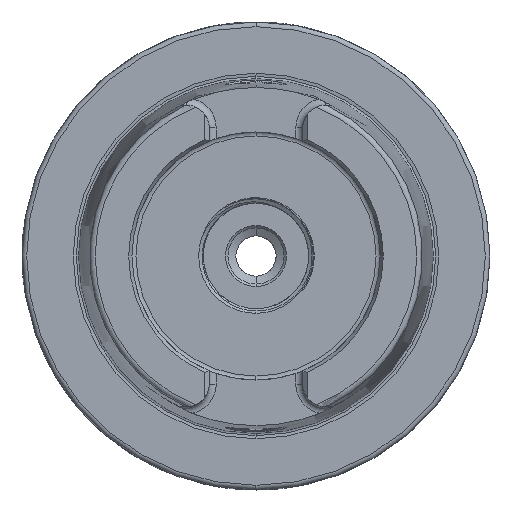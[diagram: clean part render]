
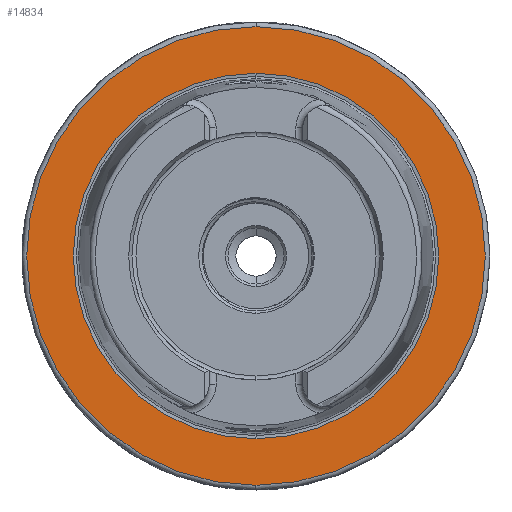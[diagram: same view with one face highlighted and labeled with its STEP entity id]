
A CAD part, left-side view. The second image highlights one B-rep face of the part: STEP entity #14834.
In plain terms, the highlighted planar face has unit normal (-1, 0, 0).
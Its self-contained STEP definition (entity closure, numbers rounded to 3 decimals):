
#1069 = FACE_OUTER_BOUND ( 'NONE', #8290, .T. ) ;
#1071 = FACE_BOUND ( 'NONE', #8291, .T. ) ;
#1073 = AXIS2_PLACEMENT_3D ( 'NONE', #5447, #5448, #5449 ) ;
#1080 = AXIS2_PLACEMENT_3D ( 'NONE', #5471, #5472, #5473 ) ;
#1084 = AXIS2_PLACEMENT_3D ( 'NONE', #5474, #5475, #5476 ) ;
#2074 = CARTESIAN_POINT ( 'NONE',  ( 0., 0., -39.054 ) ) ;
#2134 = CARTESIAN_POINT ( 'NONE',  ( 0., 0., 39.054 ) ) ;
#2455 = CARTESIAN_POINT ( 'NONE',  ( 0., 0., -49. ) ) ;
#2456 = CARTESIAN_POINT ( 'NONE',  ( 0., 0., 49. ) ) ;
#5446 = PLANE ( 'NONE',  #1073 ) ;
#5447 = CARTESIAN_POINT ( 'NONE',  ( 0., 39.054, 0. ) ) ;
#5448 = DIRECTION ( 'NONE',  ( -1., 0., 0. ) ) ;
#5449 = DIRECTION ( 'NONE',  ( 0., 0., 1. ) ) ;
#5471 = CARTESIAN_POINT ( 'NONE',  ( 0., 0., 0. ) ) ;
#5472 = DIRECTION ( 'NONE',  ( -1., 0., 0. ) ) ;
#5473 = DIRECTION ( 'NONE',  ( 0., 0., 1. ) ) ;
#5474 = CARTESIAN_POINT ( 'NONE',  ( 0., 0., 0. ) ) ;
#5475 = DIRECTION ( 'NONE',  ( 1., 0., 0. ) ) ;
#5476 = DIRECTION ( 'NONE',  ( 0., 0., -1. ) ) ;
#8290 = EDGE_LOOP ( 'NONE', ( #13311, #13312 ) ) ;
#8291 = EDGE_LOOP ( 'NONE', ( #13314, #13313 ) ) ;
#9240 = EDGE_CURVE ( 'NONE', #12828, #12827, #15963, .T. ) ;
#9251 = EDGE_CURVE ( 'NONE', #11107, #11047, #15969, .T. ) ;
#11047 = VERTEX_POINT ( 'NONE', #2074 ) ;
#11107 = VERTEX_POINT ( 'NONE', #2134 ) ;
#12827 = VERTEX_POINT ( 'NONE', #2455 ) ;
#12828 = VERTEX_POINT ( 'NONE', #2456 ) ;
#13311 = ORIENTED_EDGE ( 'NONE', *, *, #9240, .T. ) ;
#13312 = ORIENTED_EDGE ( 'NONE', *, *, #14842, .T. ) ;
#13313 = ORIENTED_EDGE ( 'NONE', *, *, #14843, .T. ) ;
#13314 = ORIENTED_EDGE ( 'NONE', *, *, #9251, .T. ) ;
#14834 = ADVANCED_FACE ( 'NONE', ( #1069, #1071 ), #5446, .T. ) ;
#14842 = EDGE_CURVE ( 'NONE', #12827, #12828, #16106, .T. ) ;
#14843 = EDGE_CURVE ( 'NONE', #11047, #11107, #16107, .T. ) ;
#15963 = CIRCLE ( 'NONE', #17760, 49. ) ;
#15969 = CIRCLE ( 'NONE', #17774, 39.054 ) ;
#16106 = CIRCLE ( 'NONE', #1080, 49. ) ;
#16107 = CIRCLE ( 'NONE', #1084, 39.054 ) ;
#16227 = CARTESIAN_POINT ( 'NONE',  ( 0., 0., 0. ) ) ;
#16228 = DIRECTION ( 'NONE',  ( -1., 0., 0. ) ) ;
#16229 = DIRECTION ( 'NONE',  ( 0., 0., 1. ) ) ;
#16260 = CARTESIAN_POINT ( 'NONE',  ( 0., 0., 0. ) ) ;
#16261 = DIRECTION ( 'NONE',  ( 1., 0., 0. ) ) ;
#16262 = DIRECTION ( 'NONE',  ( 0., 0., -1. ) ) ;
#17760 = AXIS2_PLACEMENT_3D ( 'NONE', #16227, #16228, #16229 ) ;
#17774 = AXIS2_PLACEMENT_3D ( 'NONE', #16260, #16261, #16262 ) ;
